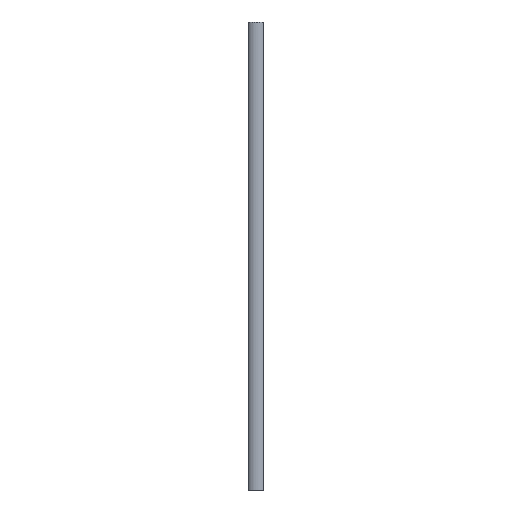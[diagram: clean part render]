
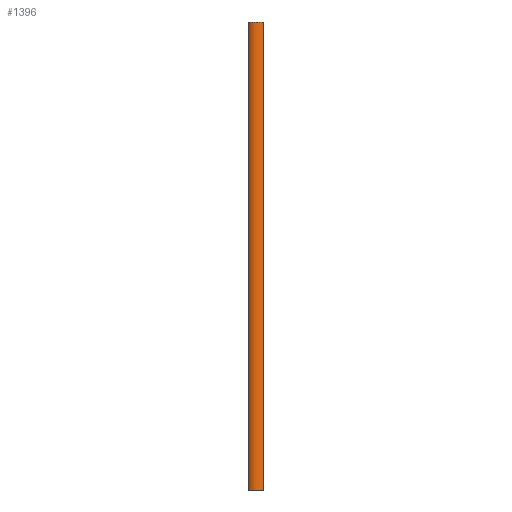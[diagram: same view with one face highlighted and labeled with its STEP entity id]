
A CAD part, front view. The second image highlights one B-rep face of the part: STEP entity #1396.
In plain terms, the highlighted cylindrical face has radius 45 mm (diameter 90 mm), a partial arc.
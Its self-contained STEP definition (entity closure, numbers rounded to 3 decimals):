
#11 = CARTESIAN_POINT ( 'NONE',  ( 32., -31.639, -2000. ) ) ;
#128 =( BOUNDED_CURVE ( )  B_SPLINE_CURVE ( 3, ( #372, #1165, #2188, #3229 ),
 .UNSPECIFIED., .F., .F. ) 
 B_SPLINE_CURVE_WITH_KNOTS ( ( 4, 4 ),
 ( 0.778, 0.78 ),
 .UNSPECIFIED. ) 
 CURVE ( )  GEOMETRIC_REPRESENTATION_ITEM ( )  RATIONAL_B_SPLINE_CURVE ( ( 1., 1., 1., 1. ) ) 
 REPRESENTATION_ITEM ( '' )  );
#220 = ORIENTED_EDGE ( 'NONE', *, *, #1682, .F. ) ;
#258 = DIRECTION ( 'NONE',  ( 0., 0., 1. ) ) ;
#364 =( BOUNDED_CURVE ( )  B_SPLINE_CURVE ( 3, ( #2461, #879, #894, #2953 ),
 .UNSPECIFIED., .F., .F. ) 
 B_SPLINE_CURVE_WITH_KNOTS ( ( 4, 4 ),
 ( 2.362, 2.364 ),
 .UNSPECIFIED. ) 
 CURVE ( )  GEOMETRIC_REPRESENTATION_ITEM ( )  RATIONAL_B_SPLINE_CURVE ( ( 1., 1., 1., 1. ) ) 
 REPRESENTATION_ITEM ( '' )  );
#369 = CARTESIAN_POINT ( 'NONE',  ( 32.069, -31.569, -1999.931 ) ) ;
#372 = CARTESIAN_POINT ( 'NONE',  ( -32.069, -31.569, -1999.931 ) ) ;
#384 = CARTESIAN_POINT ( 'NONE',  ( 32.069, -31.569, -1999.931 ) ) ;
#385 =( BOUNDED_CURVE ( )  B_SPLINE_CURVE ( 3, ( #977, #3228, #609, #388 ),
 .UNSPECIFIED., .F., .F. ) 
 B_SPLINE_CURVE_WITH_KNOTS ( ( 4, 4 ),
 ( 2.362, 2.364 ),
 .UNSPECIFIED. ) 
 CURVE ( )  GEOMETRIC_REPRESENTATION_ITEM ( )  RATIONAL_B_SPLINE_CURVE ( ( 1., 1., 1., 1. ) ) 
 REPRESENTATION_ITEM ( '' )  );
#388 = CARTESIAN_POINT ( 'NONE',  ( -32.069, -31.569, -0.069 ) ) ;
#506 = DIRECTION ( 'NONE',  ( 1., 0., 0. ) ) ;
#536 = CARTESIAN_POINT ( 'NONE',  ( 0., 0., -2000. ) ) ;
#609 = CARTESIAN_POINT ( 'NONE',  ( -32.046, -31.592, -0.046 ) ) ;
#637 = EDGE_CURVE ( 'NONE', #3079, #2088, #1786, .T. ) ;
#651 = CARTESIAN_POINT ( 'NONE',  ( 32.023, -31.615, -1999.977 ) ) ;
#670 = AXIS2_PLACEMENT_3D ( 'NONE', #536, #1611, #1325 ) ;
#676 = AXIS2_PLACEMENT_3D ( 'NONE', #1802, #2124, #506 ) ;
#708 = CARTESIAN_POINT ( 'NONE',  ( -32.069, -31.569, -1000. ) ) ;
#768 = CYLINDRICAL_SURFACE ( 'NONE', #676, 45. ) ;
#824 = EDGE_CURVE ( 'NONE', #1552, #2468, #1475, .T. ) ;
#879 = CARTESIAN_POINT ( 'NONE',  ( 32.023, -31.615, -0.023 ) ) ;
#894 = CARTESIAN_POINT ( 'NONE',  ( 32.046, -31.592, -0.046 ) ) ;
#932 = CARTESIAN_POINT ( 'NONE',  ( -32., -31.639, 0. ) ) ;
#977 = CARTESIAN_POINT ( 'NONE',  ( -32., -31.639, 0. ) ) ;
#1046 = ORIENTED_EDGE ( 'NONE', *, *, #2875, .F. ) ;
#1067 = ORIENTED_EDGE ( 'NONE', *, *, #637, .T. ) ;
#1165 = CARTESIAN_POINT ( 'NONE',  ( -32.046, -31.592, -1999.954 ) ) ;
#1205 = CARTESIAN_POINT ( 'NONE',  ( -32.069, -31.569, -0.069 ) ) ;
#1249 = ORIENTED_EDGE ( 'NONE', *, *, #1801, .T. ) ;
#1320 = EDGE_LOOP ( 'NONE', ( #2759, #1878, #1461, #1067, #1249, #220, #1046, #1321 ) ) ;
#1321 = ORIENTED_EDGE ( 'NONE', *, *, #1593, .T. ) ;
#1325 = DIRECTION ( 'NONE',  ( -1., 0., 0. ) ) ;
#1370 = FACE_OUTER_BOUND ( 'NONE', #1320, .T. ) ;
#1393 = CARTESIAN_POINT ( 'NONE',  ( -32.069, -31.569, -1999.931 ) ) ;
#1396 = ADVANCED_FACE ( 'NONE', ( #1370 ), #768, .T. ) ;
#1461 = ORIENTED_EDGE ( 'NONE', *, *, #2307, .F. ) ;
#1475 = LINE ( 'NONE', #708, #1782 ) ;
#1552 = VERTEX_POINT ( 'NONE', #1205 ) ;
#1573 = CARTESIAN_POINT ( 'NONE',  ( 32.046, -31.592, -1999.954 ) ) ;
#1580 = CARTESIAN_POINT ( 'NONE',  ( -32., -31.639, -2000. ) ) ;
#1593 = EDGE_CURVE ( 'NONE', #2617, #1552, #385, .T. ) ;
#1611 = DIRECTION ( 'NONE',  ( 0., 0., -1. ) ) ;
#1682 = EDGE_CURVE ( 'NONE', #1768, #2507, #364, .T. ) ;
#1768 = VERTEX_POINT ( 'NONE', #3082 ) ;
#1782 = VECTOR ( 'NONE', #3286, 1000. ) ;
#1786 =( BOUNDED_CURVE ( )  B_SPLINE_CURVE ( 3, ( #11, #651, #1573, #369 ),
 .UNSPECIFIED., .F., .F. ) 
 B_SPLINE_CURVE_WITH_KNOTS ( ( 4, 4 ),
 ( 5.503, 5.506 ),
 .UNSPECIFIED. ) 
 CURVE ( )  GEOMETRIC_REPRESENTATION_ITEM ( )  RATIONAL_B_SPLINE_CURVE ( ( 1., 1., 1., 1. ) ) 
 REPRESENTATION_ITEM ( '' )  );
#1796 = CARTESIAN_POINT ( 'NONE',  ( 32.069, -31.569, -1000. ) ) ;
#1801 = EDGE_CURVE ( 'NONE', #2088, #2507, #2587, .T. ) ;
#1802 = CARTESIAN_POINT ( 'NONE',  ( 0., 0., -1000. ) ) ;
#1878 = ORIENTED_EDGE ( 'NONE', *, *, #2743, .T. ) ;
#1886 = DIRECTION ( 'NONE',  ( 0., 0., 1. ) ) ;
#1936 = CARTESIAN_POINT ( 'NONE',  ( 32.069, -31.569, -0.069 ) ) ;
#2053 = AXIS2_PLACEMENT_3D ( 'NONE', #2645, #1886, #2628 ) ;
#2088 = VERTEX_POINT ( 'NONE', #384 ) ;
#2124 = DIRECTION ( 'NONE',  ( 0., 0., 1. ) ) ;
#2188 = CARTESIAN_POINT ( 'NONE',  ( -32.023, -31.615, -1999.977 ) ) ;
#2307 = EDGE_CURVE ( 'NONE', #3079, #3161, #2506, .T. ) ;
#2360 = CIRCLE ( 'NONE', #2053, 45. ) ;
#2461 = CARTESIAN_POINT ( 'NONE',  ( 32., -31.639, 0. ) ) ;
#2468 = VERTEX_POINT ( 'NONE', #1393 ) ;
#2506 = CIRCLE ( 'NONE', #670, 45. ) ;
#2507 = VERTEX_POINT ( 'NONE', #1936 ) ;
#2527 = VECTOR ( 'NONE', #258, 1000. ) ;
#2587 = LINE ( 'NONE', #1796, #2527 ) ;
#2617 = VERTEX_POINT ( 'NONE', #932 ) ;
#2628 = DIRECTION ( 'NONE',  ( 1., 0., 0. ) ) ;
#2645 = CARTESIAN_POINT ( 'NONE',  ( 0., 0., 0. ) ) ;
#2743 = EDGE_CURVE ( 'NONE', #2468, #3161, #128, .T. ) ;
#2759 = ORIENTED_EDGE ( 'NONE', *, *, #824, .T. ) ;
#2875 = EDGE_CURVE ( 'NONE', #2617, #1768, #2360, .T. ) ;
#2953 = CARTESIAN_POINT ( 'NONE',  ( 32.069, -31.569, -0.069 ) ) ;
#3079 = VERTEX_POINT ( 'NONE', #3102 ) ;
#3082 = CARTESIAN_POINT ( 'NONE',  ( 32., -31.639, 0. ) ) ;
#3102 = CARTESIAN_POINT ( 'NONE',  ( 32., -31.639, -2000. ) ) ;
#3161 = VERTEX_POINT ( 'NONE', #1580 ) ;
#3228 = CARTESIAN_POINT ( 'NONE',  ( -32.023, -31.615, -0.023 ) ) ;
#3229 = CARTESIAN_POINT ( 'NONE',  ( -32., -31.639, -2000. ) ) ;
#3286 = DIRECTION ( 'NONE',  ( 0., 0., -1. ) ) ;
